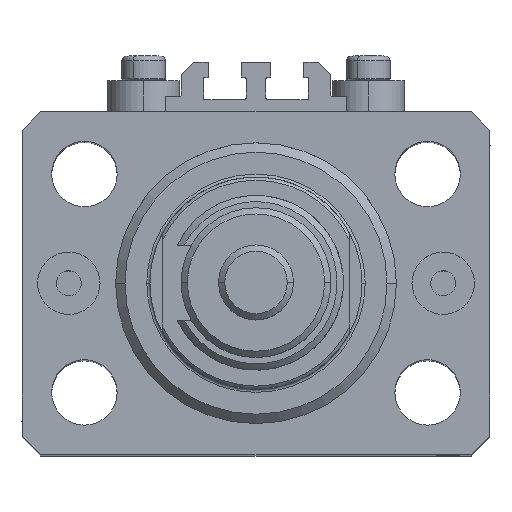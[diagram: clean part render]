
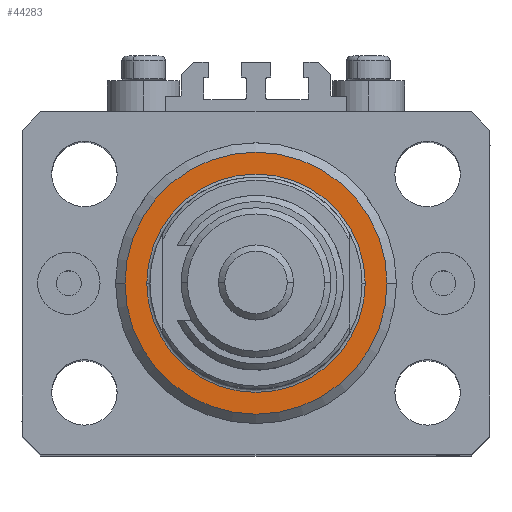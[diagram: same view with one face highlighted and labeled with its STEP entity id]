
A CAD part, top view. The second image highlights one B-rep face of the part: STEP entity #44283.
In plain terms, the highlighted face is planar.
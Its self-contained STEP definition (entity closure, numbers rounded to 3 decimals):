
#15 = EDGE_CURVE ( 'NONE', #35272, #10258, #6694, .T. ) ;
#1627 = ORIENTED_EDGE ( 'NONE', *, *, #15, .T. ) ;
#2020 = CARTESIAN_POINT ( 'NONE',  ( 21., 0., 0. ) ) ;
#2099 = DIRECTION ( 'NONE',  ( 1., 0., 0. ) ) ;
#6694 = CIRCLE ( 'NONE', #49535, 17.5 ) ;
#9489 = DIRECTION ( 'NONE',  ( 0., 0., -1. ) ) ;
#10258 = VERTEX_POINT ( 'NONE', #24447 ) ;
#11494 = CARTESIAN_POINT ( 'NONE',  ( -17.5, 0., 0. ) ) ;
#12455 = DIRECTION ( 'NONE',  ( 1., 0., 0. ) ) ;
#13238 = DIRECTION ( 'NONE',  ( 1., 0., 0. ) ) ;
#13260 = PLANE ( 'NONE',  #47175 ) ;
#17029 = CARTESIAN_POINT ( 'NONE',  ( 0., 0., 0. ) ) ;
#17808 = EDGE_CURVE ( 'NONE', #39901, #45364, #19058, .T. ) ;
#18574 = CIRCLE ( 'NONE', #46860, 17.5 ) ;
#19058 = CIRCLE ( 'NONE', #28806, 21. ) ;
#19093 = AXIS2_PLACEMENT_3D ( 'NONE', #24855, #32437, #12455 ) ;
#21183 = EDGE_CURVE ( 'NONE', #45364, #39901, #28834, .T. ) ;
#21344 = FACE_BOUND ( 'NONE', #34522, .T. ) ;
#21581 = DIRECTION ( 'NONE',  ( 0., 0., 1. ) ) ;
#24447 = CARTESIAN_POINT ( 'NONE',  ( 17.5, 0., 0. ) ) ;
#24855 = CARTESIAN_POINT ( 'NONE',  ( 0., 0., 0. ) ) ;
#25434 = DIRECTION ( 'NONE',  ( 1., 0., 0. ) ) ;
#28077 = ORIENTED_EDGE ( 'NONE', *, *, #17808, .T. ) ;
#28213 = CARTESIAN_POINT ( 'NONE',  ( 0., 0., 0. ) ) ;
#28348 = DIRECTION ( 'NONE',  ( 1., 0., 0. ) ) ;
#28806 = AXIS2_PLACEMENT_3D ( 'NONE', #32522, #9489, #25434 ) ;
#28834 = CIRCLE ( 'NONE', #19093, 21. ) ;
#29194 = FACE_OUTER_BOUND ( 'NONE', #37601, .T. ) ;
#29505 = CARTESIAN_POINT ( 'NONE',  ( 0., 0., 0. ) ) ;
#32437 = DIRECTION ( 'NONE',  ( 0., 0., -1. ) ) ;
#32522 = CARTESIAN_POINT ( 'NONE',  ( 0., 0., 0. ) ) ;
#32736 = DIRECTION ( 'NONE',  ( 0., 0., 1. ) ) ;
#33058 = DIRECTION ( 'NONE',  ( 0., 0., 1. ) ) ;
#34522 = EDGE_LOOP ( 'NONE', ( #43669, #1627 ) ) ;
#34591 = EDGE_CURVE ( 'NONE', #10258, #35272, #18574, .T. ) ;
#35272 = VERTEX_POINT ( 'NONE', #11494 ) ;
#37601 = EDGE_LOOP ( 'NONE', ( #39865, #28077 ) ) ;
#39865 = ORIENTED_EDGE ( 'NONE', *, *, #21183, .T. ) ;
#39901 = VERTEX_POINT ( 'NONE', #44546 ) ;
#43669 = ORIENTED_EDGE ( 'NONE', *, *, #34591, .T. ) ;
#44283 = ADVANCED_FACE ( 'NONE', ( #21344, #29194 ), #13260, .F. ) ;
#44546 = CARTESIAN_POINT ( 'NONE',  ( -21., 0., 0. ) ) ;
#45364 = VERTEX_POINT ( 'NONE', #2020 ) ;
#46860 = AXIS2_PLACEMENT_3D ( 'NONE', #17029, #21581, #13238 ) ;
#47175 = AXIS2_PLACEMENT_3D ( 'NONE', #28213, #32736, #2099 ) ;
#49535 = AXIS2_PLACEMENT_3D ( 'NONE', #29505, #33058, #28348 ) ;
